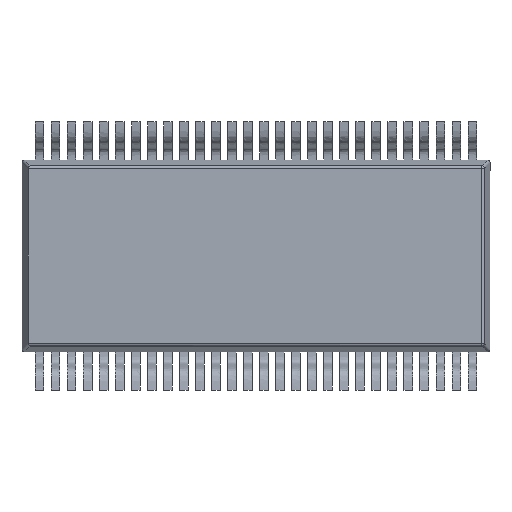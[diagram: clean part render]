
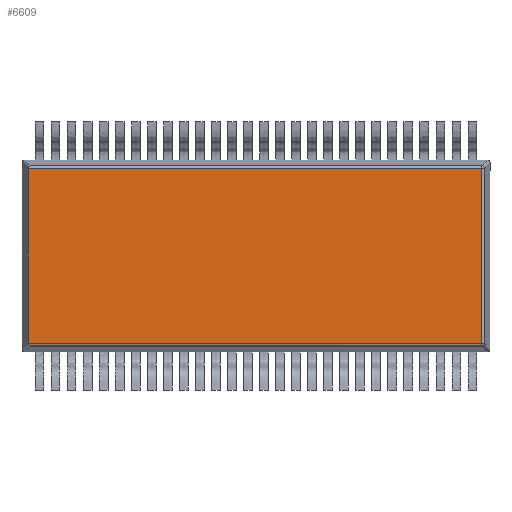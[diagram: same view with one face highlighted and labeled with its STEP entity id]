
A CAD part, front view. The second image highlights one B-rep face of the part: STEP entity #6609.
In plain terms, the highlighted planar face has unit normal (0, -1, 0).
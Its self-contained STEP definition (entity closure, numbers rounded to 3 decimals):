
#1850 = ORIENTED_EDGE ( 'NONE', *, *, #16828, .T. ) ;
#2274 = DIRECTION ( 'NONE',  ( 0., 0., -1. ) ) ;
#2762 =( BOUNDED_CURVE ( )  B_SPLINE_CURVE ( 3, ( #30052, #25169, #3594, #21809 ),
 .UNSPECIFIED., .F., .T. ) 
 B_SPLINE_CURVE_WITH_KNOTS ( ( 4, 4 ),
 ( 5.513, 5.705 ),
 .UNSPECIFIED. ) 
 CURVE ( )  GEOMETRIC_REPRESENTATION_ITEM ( )  RATIONAL_B_SPLINE_CURVE ( ( 1., 0.997, 0.997, 1. ) ) 
 REPRESENTATION_ITEM ( '' )  );
#2907 = LINE ( 'NONE', #31990, #30852 ) ;
#3594 = CARTESIAN_POINT ( 'NONE',  ( -17.601, -1.17, -7.266 ) ) ;
#3704 = VERTEX_POINT ( 'NONE', #34686 ) ;
#4126 = CARTESIAN_POINT ( 'NONE',  ( 0.17, -1.17, -7.273 ) ) ;
#4377 = VECTOR ( 'NONE', #7825, 1000. ) ;
#4650 = ORIENTED_EDGE ( 'NONE', *, *, #28835, .T. ) ;
#4741 = DIRECTION ( 'NONE',  ( 0., -1., 0. ) ) ;
#4800 = CARTESIAN_POINT ( 'NONE',  ( 0.378, -1.17, -7.273 ) ) ;
#6609 = ADVANCED_FACE ( 'NONE', ( #20477 ), #28930, .T. ) ;
#6911 = CARTESIAN_POINT ( 'NONE',  ( -17.6, -1.17, -0.327 ) ) ;
#7825 = DIRECTION ( 'NONE',  ( 0., 0., -1. ) ) ;
#8298 = CARTESIAN_POINT ( 'NONE',  ( 0.17, -1.17, -0.327 ) ) ;
#8833 = CARTESIAN_POINT ( 'NONE',  ( -17.6, -1.17, -0.327 ) ) ;
#9664 = EDGE_CURVE ( 'NONE', #12768, #14903, #17612, .T. ) ;
#10458 = LINE ( 'NONE', #21273, #4377 ) ;
#10623 = VECTOR ( 'NONE', #21941, 1000. ) ;
#11114 = LINE ( 'NONE', #8298, #10623 ) ;
#12768 = VERTEX_POINT ( 'NONE', #8833 ) ;
#13158 = EDGE_LOOP ( 'NONE', ( #1850, #4650, #27909, #22416, #29874, #21166 ) ) ;
#13316 = DIRECTION ( 'NONE',  ( 0., 0., 1. ) ) ;
#14903 = VERTEX_POINT ( 'NONE', #33900 ) ;
#16010 = EDGE_CURVE ( 'NONE', #3704, #16425, #2762, .T. ) ;
#16425 = VERTEX_POINT ( 'NONE', #22592 ) ;
#16828 = EDGE_CURVE ( 'NONE', #23840, #31859, #2907, .T. ) ;
#17612 =( BOUNDED_CURVE ( )  B_SPLINE_CURVE ( 3, ( #6911, #28459, #30560, #17868 ),
 .UNSPECIFIED., .F., .T. ) 
 B_SPLINE_CURVE_WITH_KNOTS ( ( 4, 4 ),
 ( 3.72, 3.912 ),
 .UNSPECIFIED. ) 
 CURVE ( )  GEOMETRIC_REPRESENTATION_ITEM ( )  RATIONAL_B_SPLINE_CURVE ( ( 1., 0.997, 0.997, 1. ) ) 
 REPRESENTATION_ITEM ( '' )  );
#17868 = CARTESIAN_POINT ( 'NONE',  ( -17.602, -1.17, -0.347 ) ) ;
#18601 = EDGE_CURVE ( 'NONE', #16425, #23840, #27441, .T. ) ;
#20477 = FACE_OUTER_BOUND ( 'NONE', #13158, .T. ) ;
#21166 = ORIENTED_EDGE ( 'NONE', *, *, #18601, .T. ) ;
#21273 = CARTESIAN_POINT ( 'NONE',  ( -17.602, -1.17, 0. ) ) ;
#21809 = CARTESIAN_POINT ( 'NONE',  ( -17.6, -1.17, -7.273 ) ) ;
#21941 = DIRECTION ( 'NONE',  ( -1., 0., 0. ) ) ;
#22148 = CARTESIAN_POINT ( 'NONE',  ( 0.378, -1.17, -0.327 ) ) ;
#22416 = ORIENTED_EDGE ( 'NONE', *, *, #25642, .T. ) ;
#22592 = CARTESIAN_POINT ( 'NONE',  ( -17.6, -1.17, -7.273 ) ) ;
#23840 = VERTEX_POINT ( 'NONE', #4800 ) ;
#25169 = CARTESIAN_POINT ( 'NONE',  ( -17.601, -1.17, -7.26 ) ) ;
#25642 = EDGE_CURVE ( 'NONE', #14903, #3704, #10458, .T. ) ;
#27441 = LINE ( 'NONE', #4126, #28729 ) ;
#27909 = ORIENTED_EDGE ( 'NONE', *, *, #9664, .T. ) ;
#28459 = CARTESIAN_POINT ( 'NONE',  ( -17.601, -1.17, -0.334 ) ) ;
#28729 = VECTOR ( 'NONE', #30901, 1000. ) ;
#28835 = EDGE_CURVE ( 'NONE', #31859, #12768, #11114, .T. ) ;
#28930 = PLANE ( 'NONE',  #34269 ) ;
#29874 = ORIENTED_EDGE ( 'NONE', *, *, #16010, .T. ) ;
#30052 = CARTESIAN_POINT ( 'NONE',  ( -17.601, -1.17, -7.253 ) ) ;
#30560 = CARTESIAN_POINT ( 'NONE',  ( -17.602, -1.17, -0.34 ) ) ;
#30852 = VECTOR ( 'NONE', #13316, 1000. ) ;
#30901 = DIRECTION ( 'NONE',  ( 1., 0., 0. ) ) ;
#31859 = VERTEX_POINT ( 'NONE', #22148 ) ;
#31990 = CARTESIAN_POINT ( 'NONE',  ( 0.378, -1.17, 0. ) ) ;
#33900 = CARTESIAN_POINT ( 'NONE',  ( -17.602, -1.17, -0.347 ) ) ;
#34269 = AXIS2_PLACEMENT_3D ( 'NONE', #34348, #4741, #2274 ) ;
#34348 = CARTESIAN_POINT ( 'NONE',  ( 0.17, -1.17, 0. ) ) ;
#34686 = CARTESIAN_POINT ( 'NONE',  ( -17.601, -1.17, -7.253 ) ) ;
